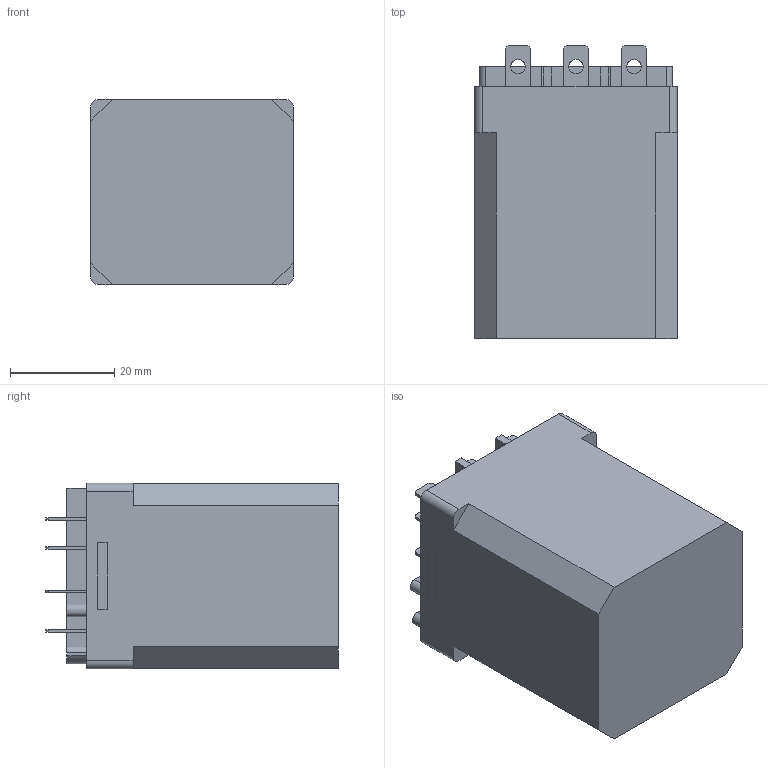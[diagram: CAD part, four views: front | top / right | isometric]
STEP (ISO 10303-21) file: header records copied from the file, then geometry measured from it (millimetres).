
FILE_DESCRIPTION(('starvars output'),'2;1');
FILE_NAME('cv20190909163047000113407.stp','16:30:47 2019/09/09',( 'Thomas Industrial Network Germany GmbH'),( 'Thomas Industrial Network Germany GmbH'),'unknown preprocess','ACIS' ,'unknown authorization');
FILE_SCHEMA(('AUTOMOTIVE_DESIGN_CC2 {UNKNOWN IMPLEMENTATION LEVEL}'));
Length unit declared in the file: millimetre
Products named in the file (1): PRODUCT_ID_1
Bounding box: 38.86 x 56.13 x 35.56 mm (x, y, z)
Volume: 66264.7 mm3; surface area: 11387.9 mm2
Topology: 1 solids, 1 shells, 177 faces, 476 edges, 316 vertices
Faces by surface type: plane 137, cylinder 40
Entity records: 6733 total; most frequent: ORIENTED_EDGE 952, CARTESIAN_POINT 903, DIRECTION 800, EDGE_CURVE 476, VECTOR 374, LINE 374, VERTEX_POINT 316, EDGE_LOOP 214
